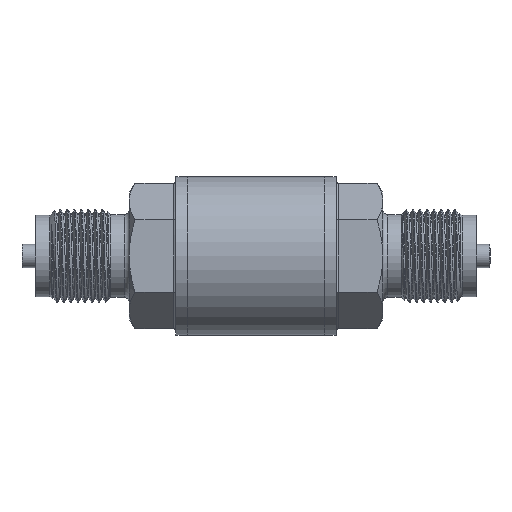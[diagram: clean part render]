
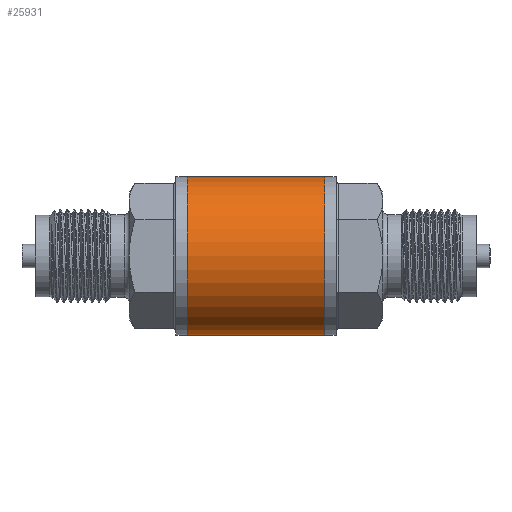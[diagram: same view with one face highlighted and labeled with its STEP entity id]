
A CAD part, front view. The second image highlights one B-rep face of the part: STEP entity #25931.
In plain terms, the highlighted cylindrical face has radius 17 mm (diameter 34 mm), a full revolution.
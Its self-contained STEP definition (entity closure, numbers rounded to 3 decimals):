
#361=FACE_BOUND('',#3686,.T.);
#2186=FACE_OUTER_BOUND('',#3685,.T.);
#3685=EDGE_LOOP('',(#19404,#19405,#19406,#19407));
#3686=EDGE_LOOP('',(#19408,#19409));
#4926=CIRCLE('',#27335,17.);
#4927=CIRCLE('',#27336,17.);
#5892=B_SPLINE_CURVE_WITH_KNOTS('',3,(#48480,#48481,#48482,#48483,#48484,
#48485,#48486,#48487,#48488,#48489,#48490,#48491,#48492,#48493,#48494,#48495,
#48496,#48497,#48498,#48499),.UNSPECIFIED.,.F.,.F.,(4,2,2,2,2,2,2,2,2,4),
(-5.022,-4.957,-4.66,-4.362,
-4.065,-3.767,-3.47,-2.9,
-2.615,-2.33),.UNSPECIFIED.);
#5893=B_SPLINE_CURVE_WITH_KNOTS('',3,(#48500,#48501,#48502,#48503,#48504,
#48505,#48506,#48507,#48508,#48509,#48510,#48511,#48512,#48513,#48514,#48515,
#48516,#48517,#48518,#48519,#48520,#48521,#48522,#48523,#48524,#48525,#48526,
#48527,#48528,#48529,#48530,#48531,#48532,#48533,#48534,#48535,#48536,#48537,
#48538,#48539,#48540,#48541,#48542),.UNSPECIFIED.,.F.,.F.,(4,2,2,2,2,2,
2,3,2,2,2,2,2,2,2,2,2,2,2,2,4),(-2.33,-2.045,-1.76,
-1.19,-0.893,-0.595,-0.298,
0.,0.298,0.595,0.893,1.19,
1.76,2.045,2.33,2.615,2.9,
3.47,3.767,4.065,4.297),
 .UNSPECIFIED.);
#7107=LINE('',#48558,#9020);
#9020=VECTOR('',#29489,17.);
#11267=VERTEX_POINT('',#48478);
#11268=VERTEX_POINT('',#48479);
#11271=VERTEX_POINT('',#48555);
#11272=VERTEX_POINT('',#48557);
#14305=EDGE_CURVE('',#11267,#11268,#5892,.T.);
#14306=EDGE_CURVE('',#11268,#11267,#5893,.T.);
#14311=EDGE_CURVE('',#11271,#11271,#4926,.T.);
#14312=EDGE_CURVE('',#11271,#11272,#7107,.T.);
#14313=EDGE_CURVE('',#11272,#11272,#4927,.T.);
#19404=ORIENTED_EDGE('',*,*,#14311,.F.);
#19405=ORIENTED_EDGE('',*,*,#14312,.T.);
#19406=ORIENTED_EDGE('',*,*,#14313,.F.);
#19407=ORIENTED_EDGE('',*,*,#14312,.F.);
#19408=ORIENTED_EDGE('',*,*,#14305,.T.);
#19409=ORIENTED_EDGE('',*,*,#14306,.T.);
#25346=CYLINDRICAL_SURFACE('',#27334,17.);
#25931=ADVANCED_FACE('',(#2186,#361),#25346,.T.);
#27334=AXIS2_PLACEMENT_3D('',#48554,#29485,#29486);
#27335=AXIS2_PLACEMENT_3D('',#48556,#29487,#29488);
#27336=AXIS2_PLACEMENT_3D('',#48559,#29490,#29491);
#29485=DIRECTION('center_axis',(1.,0.,0.));
#29486=DIRECTION('ref_axis',(0.,0.,-1.));
#29487=DIRECTION('center_axis',(1.,0.,0.));
#29488=DIRECTION('ref_axis',(0.,0.,-1.));
#29489=DIRECTION('',(-1.,0.,0.));
#29490=DIRECTION('center_axis',(-1.,0.,0.));
#29491=DIRECTION('ref_axis',(0.,0.,-1.));
#48478=CARTESIAN_POINT('',(3.5,9.909,13.813));
#48479=CARTESIAN_POINT('',(-14.25,17.,0.));
#48480=CARTESIAN_POINT('Ctrl Pts',(3.5,9.909,13.813));
#48481=CARTESIAN_POINT('Ctrl Pts',(3.3,9.838,13.864));
#48482=CARTESIAN_POINT('Ctrl Pts',(3.099,9.772,13.911));
#48483=CARTESIAN_POINT('Ctrl Pts',(1.961,9.433,14.147));
#48484=CARTESIAN_POINT('Ctrl Pts',(0.992,9.27,14.25));
#48485=CARTESIAN_POINT('Ctrl Pts',(-0.992,9.27,
14.25));
#48486=CARTESIAN_POINT('Ctrl Pts',(-1.961,9.433,14.147));
#48487=CARTESIAN_POINT('Ctrl Pts',(-3.829,9.99,13.759));
#48488=CARTESIAN_POINT('Ctrl Pts',(-4.729,10.381,13.475));
#48489=CARTESIAN_POINT('Ctrl Pts',(-6.439,11.264,12.746));
#48490=CARTESIAN_POINT('Ctrl Pts',(-7.251,11.755,12.301));
#48491=CARTESIAN_POINT('Ctrl Pts',(-8.759,12.741,11.277));
#48492=CARTESIAN_POINT('Ctrl Pts',(-9.454,13.234,10.698));
#48493=CARTESIAN_POINT('Ctrl Pts',(-11.268,14.569,8.885));
#48494=CARTESIAN_POINT('Ctrl Pts',(-12.355,15.44,7.35));
#48495=CARTESIAN_POINT('Ctrl Pts',(-13.475,16.354,4.732));
#48496=CARTESIAN_POINT('Ctrl Pts',(-13.766,16.596,3.807));
#48497=CARTESIAN_POINT('Ctrl Pts',(-14.154,16.919,1.916));
#48498=CARTESIAN_POINT('Ctrl Pts',(-14.25,17.,0.95));
#48499=CARTESIAN_POINT('Ctrl Pts',(-14.25,17.,0.));
#48500=CARTESIAN_POINT('Ctrl Pts',(-14.25,17.,0.));
#48501=CARTESIAN_POINT('Ctrl Pts',(-14.25,17.,-0.95));
#48502=CARTESIAN_POINT('Ctrl Pts',(-14.154,16.919,-1.916));
#48503=CARTESIAN_POINT('Ctrl Pts',(-13.766,16.596,-3.807));
#48504=CARTESIAN_POINT('Ctrl Pts',(-13.475,16.354,-4.732));
#48505=CARTESIAN_POINT('Ctrl Pts',(-12.355,15.44,-7.35));
#48506=CARTESIAN_POINT('Ctrl Pts',(-11.268,14.569,-8.885));
#48507=CARTESIAN_POINT('Ctrl Pts',(-9.454,13.234,-10.698));
#48508=CARTESIAN_POINT('Ctrl Pts',(-8.759,12.741,-11.277));
#48509=CARTESIAN_POINT('Ctrl Pts',(-7.251,11.755,-12.301));
#48510=CARTESIAN_POINT('Ctrl Pts',(-6.439,11.264,-12.746));
#48511=CARTESIAN_POINT('Ctrl Pts',(-4.729,10.381,-13.475));
#48512=CARTESIAN_POINT('Ctrl Pts',(-3.829,9.99,-13.759));
#48513=CARTESIAN_POINT('Ctrl Pts',(-1.961,9.433,-14.147));
#48514=CARTESIAN_POINT('Ctrl Pts',(-0.992,9.27,
-14.25));
#48515=CARTESIAN_POINT('Ctrl Pts',(0.,9.27,-14.25));
#48516=CARTESIAN_POINT('Ctrl Pts',(0.992,9.27,-14.25));
#48517=CARTESIAN_POINT('Ctrl Pts',(1.961,9.433,-14.147));
#48518=CARTESIAN_POINT('Ctrl Pts',(3.829,9.99,-13.759));
#48519=CARTESIAN_POINT('Ctrl Pts',(4.729,10.381,-13.475));
#48520=CARTESIAN_POINT('Ctrl Pts',(6.439,11.264,-12.746));
#48521=CARTESIAN_POINT('Ctrl Pts',(7.251,11.755,-12.301));
#48522=CARTESIAN_POINT('Ctrl Pts',(8.759,12.741,-11.277));
#48523=CARTESIAN_POINT('Ctrl Pts',(9.454,13.234,-10.698));
#48524=CARTESIAN_POINT('Ctrl Pts',(11.268,14.569,-8.885));
#48525=CARTESIAN_POINT('Ctrl Pts',(12.355,15.44,-7.35));
#48526=CARTESIAN_POINT('Ctrl Pts',(13.475,16.354,-4.732));
#48527=CARTESIAN_POINT('Ctrl Pts',(13.766,16.596,-3.807));
#48528=CARTESIAN_POINT('Ctrl Pts',(14.154,16.919,-1.916));
#48529=CARTESIAN_POINT('Ctrl Pts',(14.25,17.,-0.95));
#48530=CARTESIAN_POINT('Ctrl Pts',(14.25,17.,0.95));
#48531=CARTESIAN_POINT('Ctrl Pts',(14.154,16.919,1.916));
#48532=CARTESIAN_POINT('Ctrl Pts',(13.766,16.596,3.807));
#48533=CARTESIAN_POINT('Ctrl Pts',(13.475,16.354,4.732));
#48534=CARTESIAN_POINT('Ctrl Pts',(12.355,15.44,7.35));
#48535=CARTESIAN_POINT('Ctrl Pts',(11.268,14.569,8.885));
#48536=CARTESIAN_POINT('Ctrl Pts',(9.454,13.234,10.698));
#48537=CARTESIAN_POINT('Ctrl Pts',(8.759,12.741,11.277));
#48538=CARTESIAN_POINT('Ctrl Pts',(7.251,11.755,12.301));
#48539=CARTESIAN_POINT('Ctrl Pts',(6.439,11.264,12.746));
#48540=CARTESIAN_POINT('Ctrl Pts',(4.915,10.477,13.395));
#48541=CARTESIAN_POINT('Ctrl Pts',(4.219,10.163,13.631));
#48542=CARTESIAN_POINT('Ctrl Pts',(3.5,9.909,13.813));
#48554=CARTESIAN_POINT('Origin',(0.,0.,0.));
#48555=CARTESIAN_POINT('',(14.7,0.,17.));
#48556=CARTESIAN_POINT('Origin',(14.7,0.,0.));
#48557=CARTESIAN_POINT('',(-14.7,0.,17.));
#48558=CARTESIAN_POINT('',(0.,0.,17.));
#48559=CARTESIAN_POINT('Origin',(-14.7,0.,0.));
